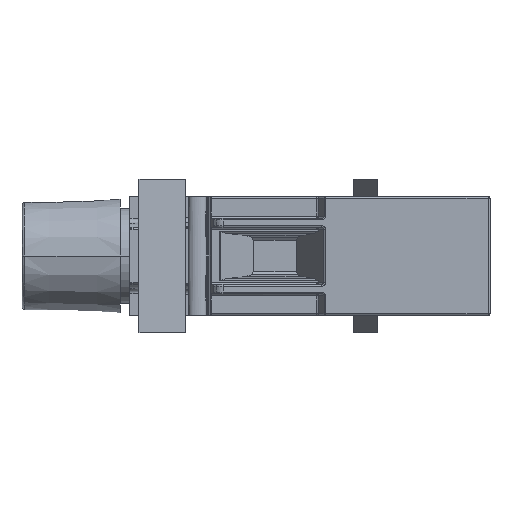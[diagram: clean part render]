
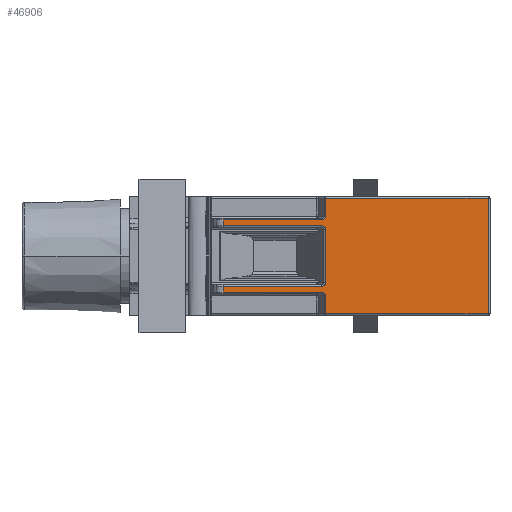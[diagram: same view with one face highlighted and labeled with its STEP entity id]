
A CAD part, left-side view. The second image highlights one B-rep face of the part: STEP entity #46906.
In plain terms, the highlighted planar face has unit normal (-1, 0, 0).
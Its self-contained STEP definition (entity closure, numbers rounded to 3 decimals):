
#15066=DIRECTION('',(0.,-1.,0.));
#15067=VECTOR('',#15066,10.363);
#15068=CARTESIAN_POINT('',(-9.3,-4.928,3.2));
#15069=LINE('',#15068,#15067);
#15075=DIRECTION('',(0.,0.,
-1.));
#15076=VECTOR('',#15075,0.608);
#15077=CARTESIAN_POINT('',(-9.3,-4.928,
3.808));
#15078=LINE('',#15077,#15076);
#15079=DIRECTION('',(0.,1.,0.));
#15080=VECTOR('',#15079,10.402);
#15081=CARTESIAN_POINT('',(-9.3,-15.33,
3.808));
#15082=LINE('',#15081,#15080);
#15083=CARTESIAN_POINT('',(-9.3,-15.724,
4.149));
#15084=CARTESIAN_POINT('',(-9.3,-15.724,
4.135));
#15085=CARTESIAN_POINT('',(-9.3,-15.722,
4.108));
#15086=CARTESIAN_POINT('',(-9.3,-15.714,
4.067));
#15087=CARTESIAN_POINT('',(-9.3,-15.699,
4.026));
#15088=CARTESIAN_POINT('',(-9.3,-15.677,
3.984));
#15089=CARTESIAN_POINT('',(-9.3,-15.645,
3.941));
#15090=CARTESIAN_POINT('',(-9.3,-15.603,
3.899));
#15091=CARTESIAN_POINT('',(-9.3,-15.55,
3.863));
#15092=CARTESIAN_POINT('',(-9.3,-15.487,
3.833));
#15093=CARTESIAN_POINT('',(-9.3,-15.414,
3.813));
#15094=CARTESIAN_POINT('',(-9.3,-15.359,
3.808));
#15095=CARTESIAN_POINT('',(-9.3,-15.33,
3.808));
#15097=DIRECTION('',(0.,0.,-1.));
#15098=VECTOR('',#15097,1.951);
#15099=CARTESIAN_POINT('',(-9.3,-15.724,6.1));
#15100=LINE('',#15099,#15098);
#15101=DIRECTION('',(0.,1.,0.));
#15102=VECTOR('',#15101,17.19);
#15103=CARTESIAN_POINT('',(-9.3,-32.914,6.1));
#15104=LINE('',#15103,#15102);
#15105=DIRECTION('',(0.,0.,-1.));
#15106=VECTOR('',#15105,12.2);
#15107=CARTESIAN_POINT('',(-9.3,-32.914,6.1));
#15108=LINE('',#15107,#15106);
#15109=DIRECTION('',(0.,1.,0.));
#15110=VECTOR('',#15109,17.19);
#15111=CARTESIAN_POINT('',(-9.3,-32.914,-6.1));
#15112=LINE('',#15111,#15110);
#15113=DIRECTION('',(0.,0.,1.));
#15114=VECTOR('',#15113,1.951);
#15115=CARTESIAN_POINT('',(-9.3,-15.724,-6.1));
#15116=LINE('',#15115,#15114);
#15117=CARTESIAN_POINT('',(-9.3,-15.724,
-4.149));
#15118=CARTESIAN_POINT('',(-9.3,-15.724,
-4.133));
#15119=CARTESIAN_POINT('',(-9.3,-15.721,
-4.101));
#15120=CARTESIAN_POINT('',(-9.3,-15.709,
-4.049));
#15121=CARTESIAN_POINT('',(-9.3,-15.685,
-3.996));
#15122=CARTESIAN_POINT('',(-9.3,-15.649,
-3.945));
#15123=CARTESIAN_POINT('',(-9.3,-15.605,
-3.902));
#15124=CARTESIAN_POINT('',(-9.3,-15.556,
-3.867));
#15125=CARTESIAN_POINT('',(-9.3,-15.502,
-3.84));
#15126=CARTESIAN_POINT('',(-9.3,-15.447,
-3.821));
#15127=CARTESIAN_POINT('',(-9.3,-15.389,
-3.81));
#15128=CARTESIAN_POINT('',(-9.3,-15.35,
-3.808));
#15129=CARTESIAN_POINT('',(-9.3,-15.33,
-3.808));
#15131=DIRECTION('',(0.,1.,0.));
#15132=VECTOR('',#15131,10.402);
#15133=CARTESIAN_POINT('',(-9.3,-15.33,
-3.808));
#15134=LINE('',#15133,#15132);
#15135=DIRECTION('',(0.,0.,-1.));
#15136=VECTOR('',#15135,0.608);
#15137=CARTESIAN_POINT('',(-9.3,-4.928,-3.2));
#15138=LINE('',#15137,#15136);
#15139=CARTESIAN_POINT('',(-9.3,-15.291,-3.2));
#15140=CARTESIAN_POINT('',(-9.3,-15.315,
-3.2));
#15141=CARTESIAN_POINT('',(-9.3,-15.361,
-3.197));
#15142=CARTESIAN_POINT('',(-9.3,-15.424,
-3.184));
#15143=CARTESIAN_POINT('',(-9.3,-15.482,
-3.165));
#15144=CARTESIAN_POINT('',(-9.3,-15.536,
-3.14));
#15145=CARTESIAN_POINT('',(-9.3,-15.587,
-3.109));
#15146=CARTESIAN_POINT('',(-9.3,-15.633,
-3.071));
#15147=CARTESIAN_POINT('',(-9.3,-15.673,
-3.027));
#15148=CARTESIAN_POINT('',(-9.3,-15.707,
-2.976));
#15149=CARTESIAN_POINT('',(-9.3,-15.733,
-2.921));
#15150=CARTESIAN_POINT('',(-9.3,-15.749,
-2.862));
#15151=CARTESIAN_POINT('',(-9.3,-15.753,
-2.821));
#15152=CARTESIAN_POINT('',(-9.3,-15.753,
-2.8));
#15154=DIRECTION('',(0.,0.,1.));
#15155=VECTOR('',#15154,5.6);
#15156=CARTESIAN_POINT('',(-9.3,-15.753,
-2.8));
#15157=LINE('',#15156,#15155);
#15158=CARTESIAN_POINT('',(-9.3,-15.753,
2.8));
#15159=CARTESIAN_POINT('',(-9.3,-15.753,
2.817));
#15160=CARTESIAN_POINT('',(-9.3,-15.75,
2.853));
#15161=CARTESIAN_POINT('',(-9.3,-15.737,
2.909));
#15162=CARTESIAN_POINT('',(-9.3,-15.713,
2.965));
#15163=CARTESIAN_POINT('',(-9.3,-15.679,
3.019));
#15164=CARTESIAN_POINT('',(-9.3,-15.636,
3.068));
#15165=CARTESIAN_POINT('',(-9.3,-15.587,
3.109));
#15166=CARTESIAN_POINT('',(-9.3,-15.534,
3.142));
#15167=CARTESIAN_POINT('',(-9.3,-15.477,
3.167));
#15168=CARTESIAN_POINT('',(-9.3,-15.417,
3.186));
#15169=CARTESIAN_POINT('',(-9.3,-15.354,
3.197));
#15170=CARTESIAN_POINT('',(-9.3,-15.312,
3.2));
#15171=CARTESIAN_POINT('',(-9.3,-15.291,3.2));
#15173=CARTESIAN_POINT('',(-9.3,-4.928,
-3.808));
#15185=CARTESIAN_POINT('',(-9.3,-4.928,
3.808));
#16871=DIRECTION('',(0.,1.,0.));
#16872=VECTOR('',#16871,10.363);
#16873=CARTESIAN_POINT('',(-9.3,-15.291,-3.2));
#16874=LINE('',#16873,#16872);
#22825=CARTESIAN_POINT('',(-9.3,-32.914,6.1));
#22826=CARTESIAN_POINT('',(-9.3,-32.914,-6.1));
#22827=VERTEX_POINT('',#22825);
#22828=VERTEX_POINT('',#22826);
#22924=CARTESIAN_POINT('',(-9.3,-4.928,3.2));
#22926=VERTEX_POINT('',#22924);
#22928=VERTEX_POINT('',#15158);
#22929=VERTEX_POINT('',#15171);
#22930=CARTESIAN_POINT('',(-9.3,-15.753,
-2.8));
#22931=VERTEX_POINT('',#22930);
#22932=VERTEX_POINT('',#15139);
#22938=CARTESIAN_POINT('',(-9.3,-4.928,-3.2));
#22940=VERTEX_POINT('',#22938);
#22957=VERTEX_POINT('',#15173);
#22961=CARTESIAN_POINT('',(-9.3,-15.33,
-3.808));
#22962=VERTEX_POINT('',#22961);
#22963=VERTEX_POINT('',#15185);
#22967=CARTESIAN_POINT('',(-9.3,-15.33,
3.808));
#22968=VERTEX_POINT('',#22967);
#22972=VERTEX_POINT('',#15117);
#22973=VERTEX_POINT('',#15083);
#23224=CARTESIAN_POINT('',(-9.3,-15.724,6.1));
#23225=VERTEX_POINT('',#23224);
#23256=CARTESIAN_POINT('',(-9.3,-15.724,-6.1));
#23257=VERTEX_POINT('',#23256);
#46868=CARTESIAN_POINT('',(-9.3,-4.514,-6.25));
#46869=DIRECTION('',(-1.,0.,0.));
#46870=DIRECTION('',(0.,-1.,0.));
#46871=AXIS2_PLACEMENT_3D('',#46868,#46869,#46870);
#46872=PLANE('',#46871);
#46873=ORIENTED_EDGE('',*,*,#46861,.F.);
#46875=ORIENTED_EDGE('',*,*,#46874,.F.);
#46877=ORIENTED_EDGE('',*,*,#46876,.F.);
#46879=ORIENTED_EDGE('',*,*,#46878,.F.);
#46881=ORIENTED_EDGE('',*,*,#46880,.F.);
#46883=ORIENTED_EDGE('',*,*,#46882,.F.);
#46885=ORIENTED_EDGE('',*,*,#46884,.T.);
#46887=ORIENTED_EDGE('',*,*,#46886,.T.);
#46889=ORIENTED_EDGE('',*,*,#46888,.T.);
#46891=ORIENTED_EDGE('',*,*,#46890,.T.);
#46893=ORIENTED_EDGE('',*,*,#46892,.T.);
#46895=ORIENTED_EDGE('',*,*,#46894,.F.);
#46897=ORIENTED_EDGE('',*,*,#46896,.F.);
#46899=ORIENTED_EDGE('',*,*,#46898,.T.);
#46901=ORIENTED_EDGE('',*,*,#46900,.T.);
#46903=ORIENTED_EDGE('',*,*,#46902,.T.);
#46904=EDGE_LOOP('',(#46873,#46875,#46877,#46879,#46881,#46883,#46885,#46887,
#46889,#46891,#46893,#46895,#46897,#46899,#46901,#46903));
#46905=FACE_OUTER_BOUND('',#46904,.F.);
#46906=ADVANCED_FACE('',(#46905),#46872,.T.);
#15096=B_SPLINE_CURVE_WITH_KNOTS('',3,(#15083,#15084,#15085,#15086,#15087,
#15088,#15089,#15090,#15091,#15092,#15093,#15094,#15095),.UNSPECIFIED.,.F.,.F.,(
4,1,1,1,1,1,1,1,1,1,4),(0.,0.1,0.2,0.3,0.4,0.5,0.6,0.7,0.8,
0.9,1.),.UNSPECIFIED.);
#15130=B_SPLINE_CURVE_WITH_KNOTS('',3,(#15117,#15118,#15119,#15120,#15121,
#15122,#15123,#15124,#15125,#15126,#15127,#15128,#15129),.UNSPECIFIED.,.F.,.F.,(
4,1,1,1,1,1,1,1,1,1,4),(0.,0.1,0.2,0.3,0.4,0.5,0.6,0.7,0.8,
0.9,1.),.UNSPECIFIED.);
#15153=B_SPLINE_CURVE_WITH_KNOTS('',3,(#15139,#15140,#15141,#15142,#15143,
#15144,#15145,#15146,#15147,#15148,#15149,#15150,#15151,#15152),.UNSPECIFIED.,
.F.,.F.,(4,1,1,1,1,1,1,1,1,1,1,4),(0.,0.091,0.182,
0.273,0.364,0.455,0.545,
0.636,0.727,0.818,0.909,1.),
.UNSPECIFIED.);
#15172=B_SPLINE_CURVE_WITH_KNOTS('',3,(#15158,#15159,#15160,#15161,#15162,
#15163,#15164,#15165,#15166,#15167,#15168,#15169,#15170,#15171),.UNSPECIFIED.,
.F.,.F.,(4,1,1,1,1,1,1,1,1,1,1,4),(0.,0.091,0.182,
0.273,0.364,0.455,0.545,
0.636,0.727,0.818,0.909,1.),
.UNSPECIFIED.);
#46861=EDGE_CURVE('',#22926,#22929,#15069,.T.);
#46874=EDGE_CURVE('',#22963,#22926,#15078,.T.);
#46876=EDGE_CURVE('',#22968,#22963,#15082,.T.);
#46878=EDGE_CURVE('',#22973,#22968,#15096,.T.);
#46880=EDGE_CURVE('',#23225,#22973,#15100,.T.);
#46882=EDGE_CURVE('',#22827,#23225,#15104,.T.);
#46884=EDGE_CURVE('',#22827,#22828,#15108,.T.);
#46886=EDGE_CURVE('',#22828,#23257,#15112,.T.);
#46888=EDGE_CURVE('',#23257,#22972,#15116,.T.);
#46890=EDGE_CURVE('',#22972,#22962,#15130,.T.);
#46892=EDGE_CURVE('',#22962,#22957,#15134,.T.);
#46894=EDGE_CURVE('',#22940,#22957,#15138,.T.);
#46896=EDGE_CURVE('',#22932,#22940,#16874,.T.);
#46898=EDGE_CURVE('',#22932,#22931,#15153,.T.);
#46900=EDGE_CURVE('',#22931,#22928,#15157,.T.);
#46902=EDGE_CURVE('',#22928,#22929,#15172,.T.);
